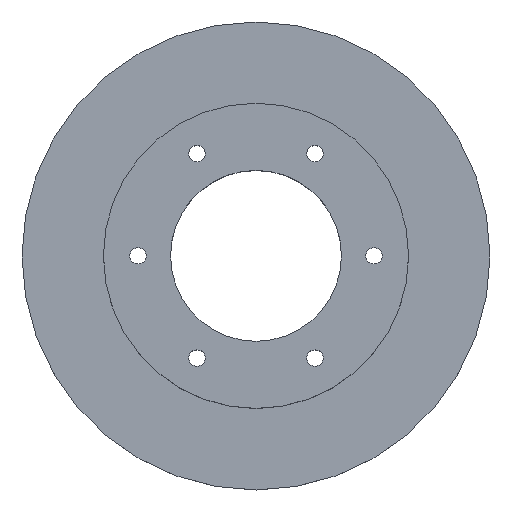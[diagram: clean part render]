
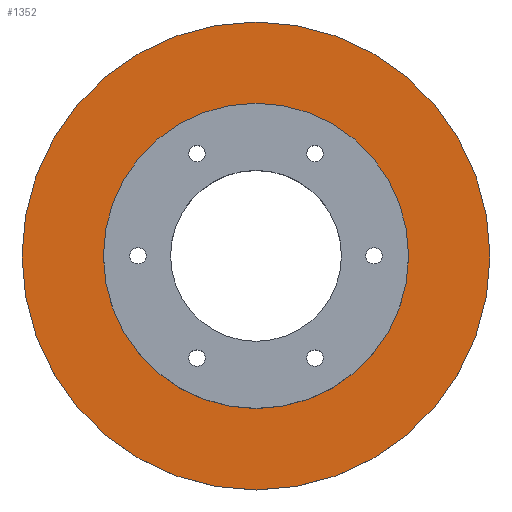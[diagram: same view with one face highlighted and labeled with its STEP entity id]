
A CAD part, top view. The second image highlights one B-rep face of the part: STEP entity #1352.
In plain terms, the highlighted planar face has unit normal (0, 0, 1).
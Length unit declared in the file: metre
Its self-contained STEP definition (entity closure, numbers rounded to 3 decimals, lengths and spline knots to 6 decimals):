
#80=CIRCLE('',#1906,0.0375);
#82=CIRCLE('',#1910,0.0575);
#418=ORIENTED_EDGE('',*,*,#590,.F.);
#419=ORIENTED_EDGE('',*,*,#592,.T.);
#590=EDGE_CURVE('',#710,#710,#80,.T.);
#592=EDGE_CURVE('',#712,#712,#82,.T.);
#710=VERTEX_POINT('',#2627);
#712=VERTEX_POINT('',#2633);
#1056=EDGE_LOOP('',(#418));
#1057=EDGE_LOOP('',(#419));
#1160=FACE_BOUND('',#1056,.T.);
#1161=FACE_BOUND('',#1057,.T.);
#1211=PLANE('',#1909);
#1352=ADVANCED_FACE('',(#1160,#1161),#1211,.T.);
#1906=AXIS2_PLACEMENT_3D('',#2626,#2260,#2261);
#1909=AXIS2_PLACEMENT_3D('',#2631,#2266,#2267);
#1910=AXIS2_PLACEMENT_3D('',#2632,#2268,#2269);
#2260=DIRECTION('',(0.,0.,1.));
#2261=DIRECTION('',(1.,0.,0.));
#2266=DIRECTION('',(0.,0.,1.));
#2267=DIRECTION('',(1.,0.,0.));
#2268=DIRECTION('',(0.,0.,1.));
#2269=DIRECTION('',(1.,0.,0.));
#2626=CARTESIAN_POINT('',(0.,0.,0.02));
#2627=CARTESIAN_POINT('',(0.0375,0.,0.02));
#2631=CARTESIAN_POINT('',(0.,0.,0.02));
#2632=CARTESIAN_POINT('',(0.,0.,0.02));
#2633=CARTESIAN_POINT('',(0.0575,0.,0.02));
